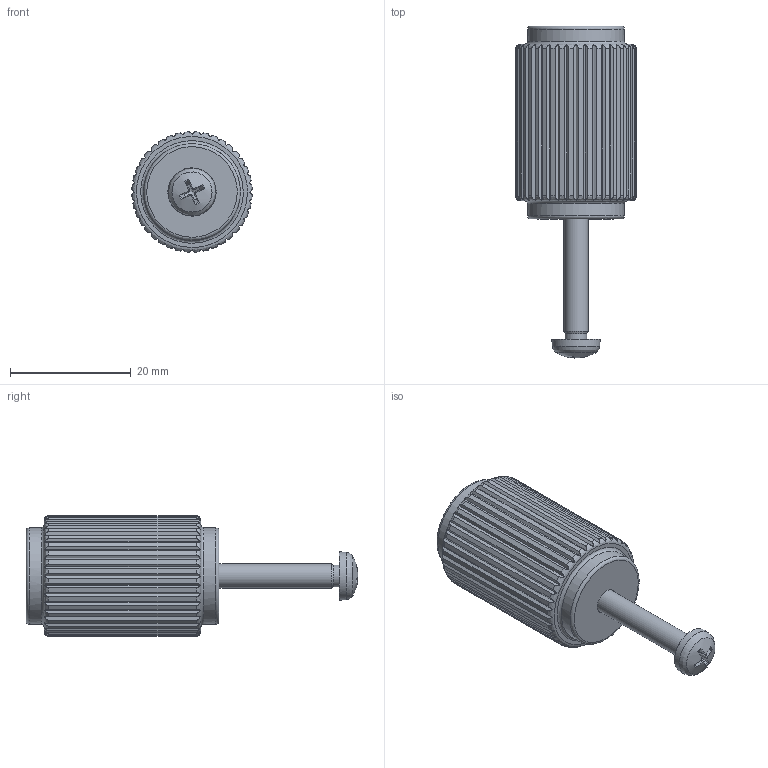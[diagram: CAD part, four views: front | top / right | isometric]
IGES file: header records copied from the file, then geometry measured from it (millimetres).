
Global section: file name: P800L-B; native system: Autodesk Inventor 2024; preprocessor: unknown; author: rclarke; date: 20250716.113901; units: millimetre
Bounding box: 19.98 x 55.07 x 19.98 mm (x, y, z)
Volume: 9615.8 mm3; surface area: 3701.8 mm2
Topology: 2 solids, 2 shells, 165 faces, 486 edges, 328 vertices
Faces by surface type: bspline 165
